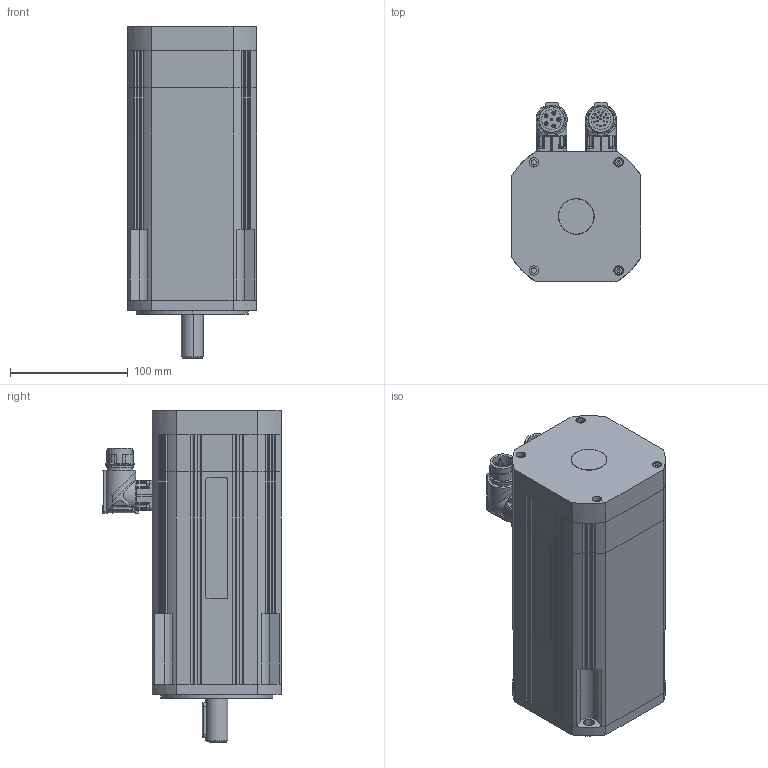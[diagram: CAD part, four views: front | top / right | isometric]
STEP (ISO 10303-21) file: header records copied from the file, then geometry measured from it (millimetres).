
FILE_DESCRIPTION((''),'2;1');
FILE_NAME('FP-1111 + Resolver + Fre.stp','2012-02-06T12:14:57',('jlopez'),(''),'Autodesk Inventor 9','Autodesk Inventor 9','');
FILE_SCHEMA(('AUTOMOTIVE_DESIGN { 1 0 10303 214 1 1 1 1 }'));
Length unit declared in the file: millimetre
Products named in the file (1): Pieza1
Bounding box: 110.5 x 152.15 x 282.4 mm (x, y, z)
Volume: 2766527.5 mm3; surface area: 164236.4 mm2
Topology: 20 solids, 20 shells, 1391 faces, 3578 edges, 2147 vertices
Faces by surface type: cylinder 636, plane 441, cone 136, bspline 86, torus 46, sphere 46
Entity records: 43012 total; most frequent: CARTESIAN_POINT 9252, DIRECTION 7501, ORIENTED_EDGE 6916, EDGE_CURVE 3458, AXIS2_PLACEMENT_3D 2958, VERTEX_POINT 2147, VECTOR 1585, LINE 1585
